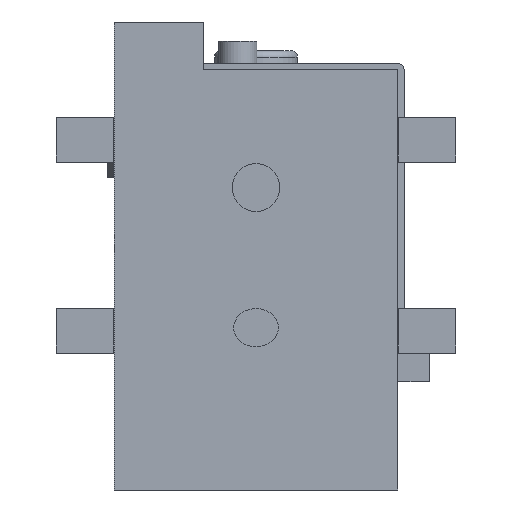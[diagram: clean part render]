
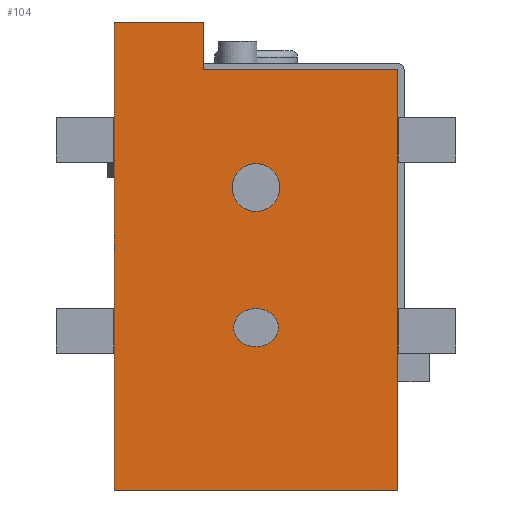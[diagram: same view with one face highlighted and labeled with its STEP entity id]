
A CAD part, front view. The second image highlights one B-rep face of the part: STEP entity #104.
In plain terms, the highlighted planar face has unit normal (0, -1, 0).
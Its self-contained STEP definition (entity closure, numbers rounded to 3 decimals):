
#35 = VECTOR ( 'NONE', #3399, 1000. ) ;
#43 = DIRECTION ( 'NONE',  ( 0., 1., 0. ) ) ;
#73 = CARTESIAN_POINT ( 'NONE',  ( -20.601, -19.556, 5.1 ) ) ;
#104 = ADVANCED_FACE ( 'NONE', ( #700, #3581, #639 ), #3208, .F. ) ;
#106 = CARTESIAN_POINT ( 'NONE',  ( -22.001, -19.556, 5.1 ) ) ;
#134 = ORIENTED_EDGE ( 'NONE', *, *, #1564, .F. ) ;
#151 = CARTESIAN_POINT ( 'NONE',  ( -25.751, -19.556, 14.7 ) ) ;
#184 = CIRCLE ( 'NONE', #3462, 0.75 ) ;
#209 = ORIENTED_EDGE ( 'NONE', *, *, #1413, .F. ) ;
#224 = VECTOR ( 'NONE', #1350, 1000. ) ;
#262 = ORIENTED_EDGE ( 'NONE', *, *, #3386, .F. ) ;
#269 = AXIS2_PLACEMENT_3D ( 'NONE', #1952, #43, #2625 ) ;
#278 = DIRECTION ( 'NONE',  ( 0., 0., -1. ) ) ;
#301 = LINE ( 'NONE', #1320, #3153 ) ;
#377 = EDGE_CURVE ( 'NONE', #802, #1838, #3415, .T. ) ;
#402 = CARTESIAN_POINT ( 'NONE',  ( -20.601, -19.556, 5.1 ) ) ;
#409 = ORIENTED_EDGE ( 'NONE', *, *, #1396, .T. ) ;
#500 = CARTESIAN_POINT ( 'NONE',  ( -22.951, -19.556, 14.7 ) ) ;
#599 = CARTESIAN_POINT ( 'NONE',  ( -16.851, -19.556, 0. ) ) ;
#639 = FACE_BOUND ( 'NONE', #822, .T. ) ;
#669 = CARTESIAN_POINT ( 'NONE',  ( -20.601, -19.556, 3.9 ) ) ;
#671 = VECTOR ( 'NONE', #278, 1000. ) ;
#700 = FACE_BOUND ( 'NONE', #3753, .T. ) ;
#702 = CIRCLE ( 'NONE', #1868, 0.75 ) ;
#720 = LINE ( 'NONE', #3277, #224 ) ;
#777 = CARTESIAN_POINT ( 'NONE',  ( -21.301, -19.556, 9.5 ) ) ;
#781 = VERTEX_POINT ( 'NONE', #1801 ) ;
#799 = EDGE_CURVE ( 'NONE', #1170, #2770, #1885, .T. ) ;
#802 = VERTEX_POINT ( 'NONE', #2472 ) ;
#822 = EDGE_LOOP ( 'NONE', ( #209, #844 ) ) ;
#844 = ORIENTED_EDGE ( 'NONE', *, *, #377, .F. ) ;
#859 = EDGE_CURVE ( 'NONE', #1170, #2132, #301, .T. ) ;
#904 = CARTESIAN_POINT ( 'NONE',  ( -16.851, -19.556, 13.2 ) ) ;
#986 = CARTESIAN_POINT ( 'NONE',  ( -22.001, -19.556, 3.9 ) ) ;
#1001 = CARTESIAN_POINT ( 'NONE',  ( -22.001, -19.556, 5.1 ) ) ;
#1012 = CARTESIAN_POINT ( 'NONE',  ( -21.301, -19.556, 9.5 ) ) ;
#1154 = LINE ( 'NONE', #3028, #35 ) ;
#1166 = CARTESIAN_POINT ( 'NONE',  ( -21.301, -19.556, 10.25 ) ) ;
#1170 = VERTEX_POINT ( 'NONE', #151 ) ;
#1171 = CARTESIAN_POINT ( 'NONE',  ( -22.951, -19.556, 14.7 ) ) ;
#1229 = VERTEX_POINT ( 'NONE', #904 ) ;
#1273 = VERTEX_POINT ( 'NONE', #1703 ) ;
#1320 = CARTESIAN_POINT ( 'NONE',  ( -25.751, -19.556, 14.7 ) ) ;
#1322 = ORIENTED_EDGE ( 'NONE', *, *, #2739, .F. ) ;
#1350 = DIRECTION ( 'NONE',  ( 1., 0., 0. ) ) ;
#1396 = EDGE_CURVE ( 'NONE', #2770, #2571, #720, .T. ) ;
#1413 = EDGE_CURVE ( 'NONE', #1838, #802, #1998, .T. ) ;
#1445 = ORIENTED_EDGE ( 'NONE', *, *, #859, .F. ) ;
#1467 = EDGE_LOOP ( 'NONE', ( #409, #134, #262, #1803, #1445, #2382 ) ) ;
#1498 = LINE ( 'NONE', #2675, #2494 ) ;
#1564 = EDGE_CURVE ( 'NONE', #1229, #2571, #1498, .T. ) ;
#1588 = DIRECTION ( 'NONE',  ( 1., 0., 0. ) ) ;
#1701 = CARTESIAN_POINT ( 'NONE',  ( -22.001, -19.556, 6.3 ) ) ;
#1703 = CARTESIAN_POINT ( 'NONE',  ( -22.951, -19.556, 13.2 ) ) ;
#1770 = LINE ( 'NONE', #500, #2170 ) ;
#1801 = CARTESIAN_POINT ( 'NONE',  ( -21.301, -19.556, 8.75 ) ) ;
#1803 = ORIENTED_EDGE ( 'NONE', *, *, #2765, .F. ) ;
#1838 = VERTEX_POINT ( 'NONE', #2704 ) ;
#1868 = AXIS2_PLACEMENT_3D ( 'NONE', #1012, #3904, #3564 ) ;
#1885 = LINE ( 'NONE', #3453, #671 ) ;
#1952 = CARTESIAN_POINT ( 'NONE',  ( -25.751, -19.556, 3. ) ) ;
#1998 =( BOUNDED_CURVE ( )  B_SPLINE_CURVE ( 3, ( #402, #2237, #1701, #106 ),
 .UNSPECIFIED., .F., .T. ) 
 B_SPLINE_CURVE_WITH_KNOTS ( ( 4, 4 ),
 ( 0., 3.142 ),
 .UNSPECIFIED. ) 
 CURVE ( )  GEOMETRIC_REPRESENTATION_ITEM ( )  RATIONAL_B_SPLINE_CURVE ( ( 1., 0.333, 0.333, 1. ) ) 
 REPRESENTATION_ITEM ( '' )  );
#2043 = DIRECTION ( 'NONE',  ( 0., 0., 1. ) ) ;
#2061 = DIRECTION ( 'NONE',  ( 0., 0., -1. ) ) ;
#2132 = VERTEX_POINT ( 'NONE', #1171 ) ;
#2170 = VECTOR ( 'NONE', #2061, 1000. ) ;
#2237 = CARTESIAN_POINT ( 'NONE',  ( -20.601, -19.556, 6.3 ) ) ;
#2358 = VERTEX_POINT ( 'NONE', #1166 ) ;
#2382 = ORIENTED_EDGE ( 'NONE', *, *, #799, .T. ) ;
#2472 = CARTESIAN_POINT ( 'NONE',  ( -22.001, -19.556, 5.1 ) ) ;
#2494 = VECTOR ( 'NONE', #3057, 1000. ) ;
#2571 = VERTEX_POINT ( 'NONE', #599 ) ;
#2625 = DIRECTION ( 'NONE',  ( 0., 0., 1. ) ) ;
#2675 = CARTESIAN_POINT ( 'NONE',  ( -16.851, -19.556, 3. ) ) ;
#2678 = EDGE_CURVE ( 'NONE', #2358, #781, #702, .T. ) ;
#2704 = CARTESIAN_POINT ( 'NONE',  ( -20.601, -19.556, 5.1 ) ) ;
#2739 = EDGE_CURVE ( 'NONE', #781, #2358, #184, .T. ) ;
#2765 = EDGE_CURVE ( 'NONE', #2132, #1273, #1770, .T. ) ;
#2770 = VERTEX_POINT ( 'NONE', #3998 ) ;
#2791 = ORIENTED_EDGE ( 'NONE', *, *, #2678, .F. ) ;
#3028 = CARTESIAN_POINT ( 'NONE',  ( 0., -19.556, 13.2 ) ) ;
#3057 = DIRECTION ( 'NONE',  ( 0., 0., -1. ) ) ;
#3153 = VECTOR ( 'NONE', #1588, 1000. ) ;
#3208 = PLANE ( 'NONE',  #269 ) ;
#3277 = CARTESIAN_POINT ( 'NONE',  ( -25.751, -19.556, 0. ) ) ;
#3386 = EDGE_CURVE ( 'NONE', #1273, #1229, #1154, .T. ) ;
#3399 = DIRECTION ( 'NONE',  ( 1., 0., 0. ) ) ;
#3415 =( BOUNDED_CURVE ( )  B_SPLINE_CURVE ( 3, ( #1001, #986, #669, #73 ),
 .UNSPECIFIED., .F., .T. ) 
 B_SPLINE_CURVE_WITH_KNOTS ( ( 4, 4 ),
 ( 3.142, 6.283 ),
 .UNSPECIFIED. ) 
 CURVE ( )  GEOMETRIC_REPRESENTATION_ITEM ( )  RATIONAL_B_SPLINE_CURVE ( ( 1., 0.333, 0.333, 1. ) ) 
 REPRESENTATION_ITEM ( '' )  );
#3453 = CARTESIAN_POINT ( 'NONE',  ( -25.751, -19.556, 3. ) ) ;
#3462 = AXIS2_PLACEMENT_3D ( 'NONE', #777, #4056, #2043 ) ;
#3564 = DIRECTION ( 'NONE',  ( 0., 0., 1. ) ) ;
#3581 = FACE_OUTER_BOUND ( 'NONE', #1467, .T. ) ;
#3753 = EDGE_LOOP ( 'NONE', ( #2791, #1322 ) ) ;
#3904 = DIRECTION ( 'NONE',  ( 0., -1., 0. ) ) ;
#3998 = CARTESIAN_POINT ( 'NONE',  ( -25.751, -19.556, 0. ) ) ;
#4056 = DIRECTION ( 'NONE',  ( 0., -1., 0. ) ) ;
